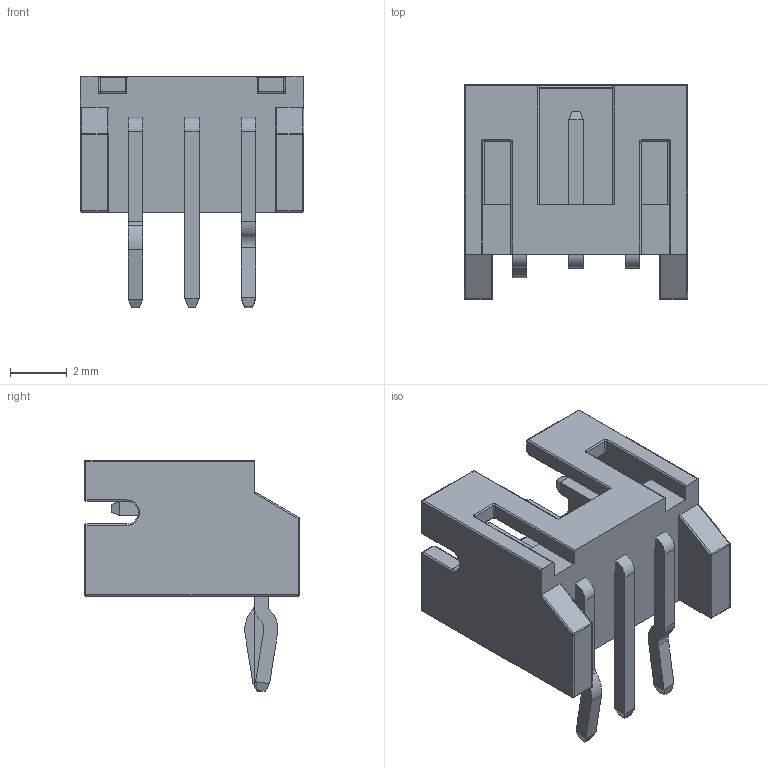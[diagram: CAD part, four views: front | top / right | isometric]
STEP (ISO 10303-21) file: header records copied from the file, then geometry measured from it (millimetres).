
FILE_DESCRIPTION(/* description */ (''),/* implementation_level */ '2;1');
FILE_NAME(/* name */ 'JST S3B-PH-K-S(LF)(SN)_.stp',/* time_stamp */ '2021-05-27T14:21:49+02:00',/* author */ ('AbuBakr'),/* organization */ (''),/* preprocessor_version */ 'ST-DEVELOPER v17',/* originating_system */ 'Autodesk Inventor 2019',/* authorisation */ '');
FILE_SCHEMA (('AUTOMOTIVE_DESIGN { 1 0 10303 214 3 1 1 }'));
Length unit declared in the file: millimetre
Products named in the file (5): JST S3B-PH-K-S(LF)(SN)_; JST S3B-PH-K-S(LF)(SN); 1; 2; JST
Assembly tree (4 placements, depth 3):
  JST S3B-PH-K-S(LF)(SN)_
    JST S3B-PH-K-S(LF)(SN)
      1
      2
      JST
Bounding box: 7.9 x 7.6 x 8.18 mm (x, y, z)
Volume: 127.4 mm3; surface area: 405 mm2
Topology: 7 solids, 7 shells, 337 faces, 819 edges, 492 vertices
Faces by surface type: plane 126, cylinder 98, bspline 71, sphere 30, torus 12
Entity records: 10757 total; most frequent: CARTESIAN_POINT 2650, ORIENTED_EDGE 1638, DIRECTION 1467, EDGE_CURVE 819, AXIS2_PLACEMENT_3D 493, VERTEX_POINT 492, LINE 481, VECTOR 481
